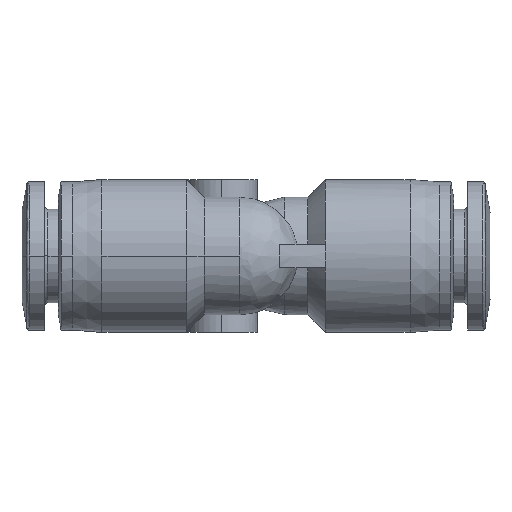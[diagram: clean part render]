
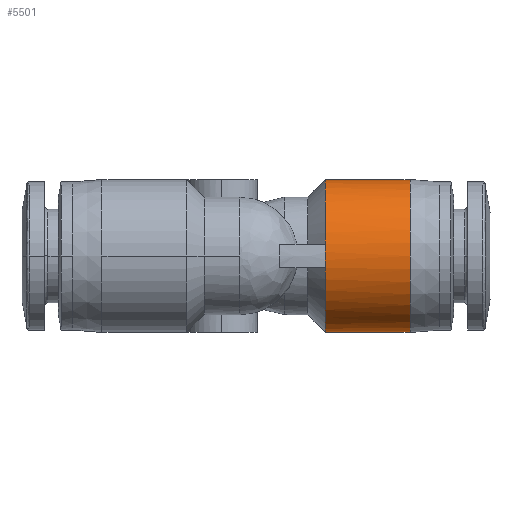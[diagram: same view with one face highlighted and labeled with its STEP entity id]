
A CAD part, left-side view. The second image highlights one B-rep face of the part: STEP entity #5501.
In plain terms, the highlighted cylindrical face has radius 6.5 mm (diameter 13 mm), a partial arc.
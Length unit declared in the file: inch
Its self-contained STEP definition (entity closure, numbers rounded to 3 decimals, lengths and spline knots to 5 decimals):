
#374 = ORIENTED_EDGE ( 'NONE', *, *, #4538, .T. ) ;
#517 = CARTESIAN_POINT ( 'NONE',  ( 0., -0.48819, 0. ) ) ;
#536 = CARTESIAN_POINT ( 'NONE',  ( 0., -0.34646, 0. ) ) ;
#554 = AXIS2_PLACEMENT_3D ( 'NONE', #536, #4052, #1039 ) ;
#866 = CARTESIAN_POINT ( 'NONE',  ( 0., -0.48819, -0.25591 ) ) ;
#871 = CARTESIAN_POINT ( 'NONE',  ( 0., -0.62992, 0.25591 ) ) ;
#979 = CARTESIAN_POINT ( 'NONE',  ( 0., -0.34646, 0. ) ) ;
#1039 = DIRECTION ( 'NONE',  ( 0., 0., 1. ) ) ;
#1260 = AXIS2_PLACEMENT_3D ( 'NONE', #979, #4512, #1487 ) ;
#1353 = CIRCLE ( 'NONE', #554, 0.25591 ) ;
#1415 = VECTOR ( 'NONE', #2323, 39.37008 ) ;
#1487 = DIRECTION ( 'NONE',  ( 0., 0., 1. ) ) ;
#2029 = DIRECTION ( 'NONE',  ( 0., -1., 0. ) ) ;
#2120 = VERTEX_POINT ( 'NONE', #6362 ) ;
#2323 = DIRECTION ( 'NONE',  ( 0., 1., 0. ) ) ;
#2377 = CARTESIAN_POINT ( 'NONE',  ( 0., -0.62992, -0.25591 ) ) ;
#2478 = CARTESIAN_POINT ( 'NONE',  ( -0.25286, -0.34646, 0.03937 ) ) ;
#2566 = VECTOR ( 'NONE', #5001, 39.37008 ) ;
#2653 = VERTEX_POINT ( 'NONE', #2800 ) ;
#2746 = LINE ( 'NONE', #866, #1415 ) ;
#2800 = CARTESIAN_POINT ( 'NONE',  ( 0., -0.34646, -0.25591 ) ) ;
#3208 = CYLINDRICAL_SURFACE ( 'NONE', #5241, 0.25591 ) ;
#3274 = EDGE_CURVE ( 'NONE', #4339, #2653, #1353, .T. ) ;
#3349 = CARTESIAN_POINT ( 'NONE',  ( -0.25286, -0.34646, -0.03937 ) ) ;
#3373 = ORIENTED_EDGE ( 'NONE', *, *, #5907, .T. ) ;
#3499 = CARTESIAN_POINT ( 'NONE',  ( -0.25286, -0.34646, -0.03937 ) ) ;
#3517 = CIRCLE ( 'NONE', #1260, 0.25591 ) ;
#3539 = DIRECTION ( 'NONE',  ( 0., 0., 1. ) ) ;
#3903 = EDGE_CURVE ( 'NONE', #4404, #2653, #2746, .T. ) ;
#3911 = LINE ( 'NONE', #3917, #2566 ) ;
#3917 = CARTESIAN_POINT ( 'NONE',  ( 0., -0.48819, 0.25591 ) ) ;
#3939 = ORIENTED_EDGE ( 'NONE', *, *, #5997, .F. ) ;
#4052 = DIRECTION ( 'NONE',  ( 0., -1., 0. ) ) ;
#4339 = VERTEX_POINT ( 'NONE', #3349 ) ;
#4404 = VERTEX_POINT ( 'NONE', #2377 ) ;
#4448 = ORIENTED_EDGE ( 'NONE', *, *, #4919, .T. ) ;
#4512 = DIRECTION ( 'NONE',  ( 0., -1., 0. ) ) ;
#4538 = EDGE_CURVE ( 'NONE', #2120, #4842, #3517, .T. ) ;
#4842 = VERTEX_POINT ( 'NONE', #5395 ) ;
#4867 = AXIS2_PLACEMENT_3D ( 'NONE', #5046, #2029, #5568 ) ;
#4884 = VERTEX_POINT ( 'NONE', #871 ) ;
#4919 = EDGE_CURVE ( 'NONE', #4842, #4339, #5655, .T. ) ;
#5001 = DIRECTION ( 'NONE',  ( 0., 1., 0. ) ) ;
#5046 = CARTESIAN_POINT ( 'NONE',  ( 0., -0.62992, 0. ) ) ;
#5190 = FACE_OUTER_BOUND ( 'NONE', #5841, .T. ) ;
#5241 = AXIS2_PLACEMENT_3D ( 'NONE', #517, #6067, #3539 ) ;
#5256 = CIRCLE ( 'NONE', #4867, 0.25591 ) ;
#5395 = CARTESIAN_POINT ( 'NONE',  ( -0.25286, -0.34646, 0.03937 ) ) ;
#5501 = ADVANCED_FACE ( 'NONE', ( #5190 ), #3208, .T. ) ;
#5568 = DIRECTION ( 'NONE',  ( -1., 0., 0. ) ) ;
#5655 = B_SPLINE_CURVE_WITH_KNOTS ( 'NONE', 3,
 ( #2478, #6053, #6497, #3499 ),
 .UNSPECIFIED., .F., .F.,
 ( 4, 4 ),
 ( -0.001, 0.001 ),
 .UNSPECIFIED. ) ;
#5841 = EDGE_LOOP ( 'NONE', ( #5868, #3939, #3373, #374, #4448, #6083 ) ) ;
#5868 = ORIENTED_EDGE ( 'NONE', *, *, #3903, .F. ) ;
#5907 = EDGE_CURVE ( 'NONE', #4884, #2120, #3911, .T. ) ;
#5997 = EDGE_CURVE ( 'NONE', #4884, #4404, #5256, .T. ) ;
#6053 = CARTESIAN_POINT ( 'NONE',  ( -0.25692, -0.34646, 0.0133 ) ) ;
#6067 = DIRECTION ( 'NONE',  ( 0., 1., 0. ) ) ;
#6083 = ORIENTED_EDGE ( 'NONE', *, *, #3274, .T. ) ;
#6362 = CARTESIAN_POINT ( 'NONE',  ( 0., -0.34646, 0.25591 ) ) ;
#6497 = CARTESIAN_POINT ( 'NONE',  ( -0.25692, -0.34646, -0.0133 ) ) ;
